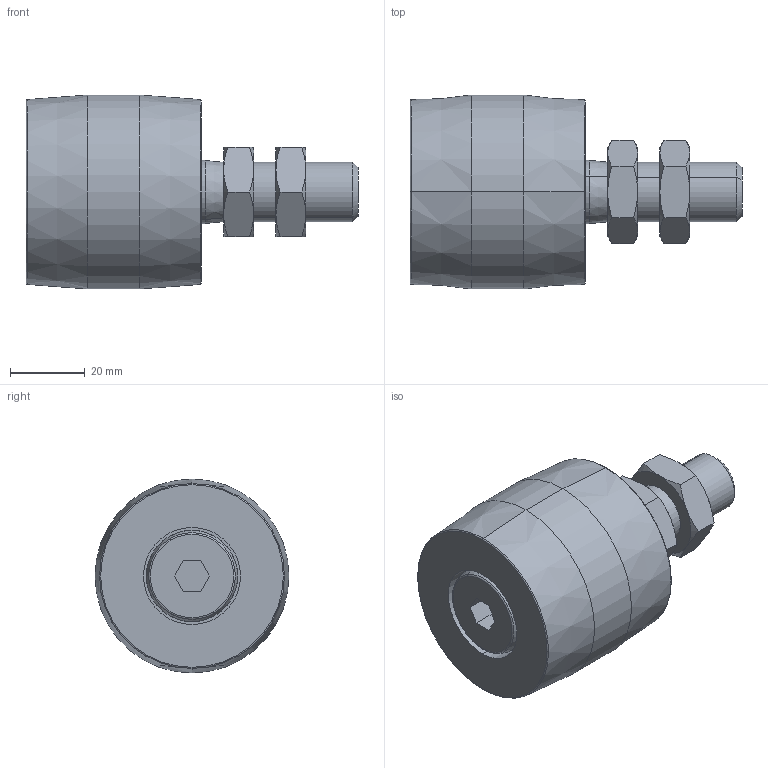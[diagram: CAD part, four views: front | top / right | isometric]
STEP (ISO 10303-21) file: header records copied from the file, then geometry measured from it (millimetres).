
FILE_DESCRIPTION (( 'STEP AP214' ), '1' );
FILE_NAME ('0026854_CF-231-52_(A-01).step', '2019-01-24T08:51:24', ( '' ), ( '' ), 'SwSTEP 2.0', 'SolidWorks 2018', '' );
FILE_SCHEMA (( 'AUTOMOTIVE_DESIGN' ));
Length unit declared in the file: millimetre
Products named in the file (1): 0026854_CF-231-52_(A-01)
Bounding box: 89 x 52 x 52 mm (x, y, z)
Volume: 108477 mm3; surface area: 22657.1 mm2
Topology: 4 solids, 4 shells, 101 faces, 212 edges, 122 vertices
Faces by surface type: cone 44, plane 29, cylinder 20, torus 8
Entity records: 4032 total; most frequent: CARTESIAN_POINT 724, DIRECTION 462, ORIENTED_EDGE 424, EDGE_CURVE 212, AXIS2_PLACEMENT_3D 196, VERTEX_POINT 122, EDGE_LOOP 110, UNCERTAINTY_MEASURE_WITH_UNIT 107
